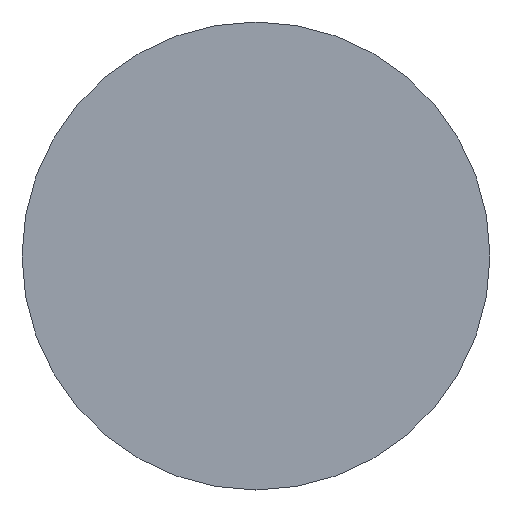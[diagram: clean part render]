
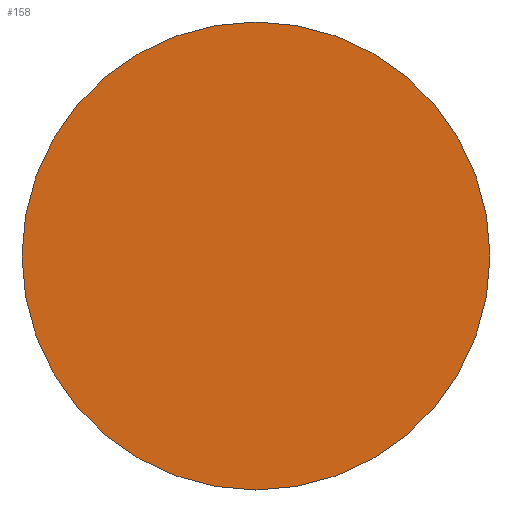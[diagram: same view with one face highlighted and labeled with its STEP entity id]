
A CAD part, left-side view. The second image highlights one B-rep face of the part: STEP entity #158.
In plain terms, the highlighted planar face has unit normal (-1, 0, 0).
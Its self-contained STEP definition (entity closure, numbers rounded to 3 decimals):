
#14 = FACE_OUTER_BOUND ( 'NONE', #84, .T. ) ;
#20 = DIRECTION ( 'NONE',  ( -1., 0., 0. ) ) ;
#21 = DIRECTION ( 'NONE',  ( 0., 0., 1. ) ) ;
#32 = DIRECTION ( 'NONE',  ( -1., 0., 0. ) ) ;
#36 = DIRECTION ( 'NONE',  ( 1., 0., 0. ) ) ;
#40 = CIRCLE ( 'NONE', #120, 12.7 ) ;
#42 = EDGE_CURVE ( 'NONE', #114, #97, #79, .T. ) ;
#52 = AXIS2_PLACEMENT_3D ( 'NONE', #72, #20, #157 ) ;
#57 = CARTESIAN_POINT ( 'NONE',  ( 0., 0., 12.7 ) ) ;
#63 = AXIS2_PLACEMENT_3D ( 'NONE', #122, #36, #113 ) ;
#70 = PLANE ( 'NONE',  #63 ) ;
#72 = CARTESIAN_POINT ( 'NONE',  ( 0., 0., 0. ) ) ;
#76 = EDGE_CURVE ( 'NONE', #97, #114, #40, .T. ) ;
#78 = ORIENTED_EDGE ( 'NONE', *, *, #42, .T. ) ;
#79 = CIRCLE ( 'NONE', #52, 12.7 ) ;
#84 = EDGE_LOOP ( 'NONE', ( #103, #78 ) ) ;
#97 = VERTEX_POINT ( 'NONE', #57 ) ;
#103 = ORIENTED_EDGE ( 'NONE', *, *, #76, .T. ) ;
#111 = CARTESIAN_POINT ( 'NONE',  ( 0., 0., 0. ) ) ;
#113 = DIRECTION ( 'NONE',  ( 0., 0., -1. ) ) ;
#114 = VERTEX_POINT ( 'NONE', #133 ) ;
#120 = AXIS2_PLACEMENT_3D ( 'NONE', #111, #32, #21 ) ;
#122 = CARTESIAN_POINT ( 'NONE',  ( 0., 0., 0. ) ) ;
#133 = CARTESIAN_POINT ( 'NONE',  ( 0., 0., -12.7 ) ) ;
#157 = DIRECTION ( 'NONE',  ( 0., 0., 1. ) ) ;
#158 = ADVANCED_FACE ( 'NONE', ( #14 ), #70, .F. ) ;
